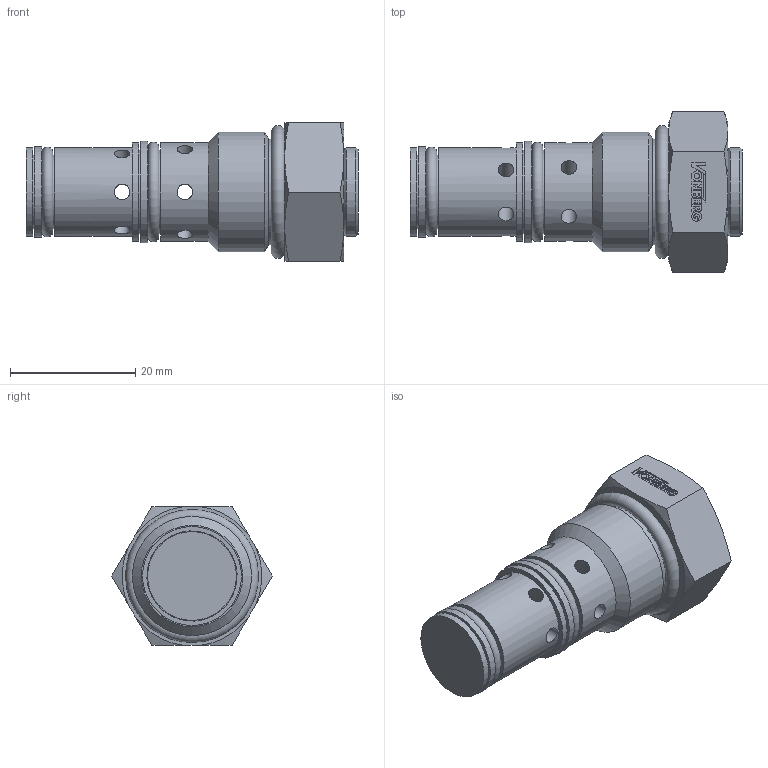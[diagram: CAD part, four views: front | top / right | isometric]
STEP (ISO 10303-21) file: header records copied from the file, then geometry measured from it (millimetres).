
FILE_DESCRIPTION((''),'2;1');
FILE_NAME('1708.stp','2015-01-05T11:57:03',('jml'),(''),'Autodesk Inventor 2010','Autodesk Inventor 2010','');
FILE_SCHEMA(('AUTOMOTIVE_DESIGN { 1 0 10303 214 1 1 1 1 }'));
Length unit declared in the file: inch
Products named in the file (8): 1708; 220869; 013 O-RING; 014 O-RING; 908 O-RING; 013 BACKUP; 014 BACKUP; 990159
Assembly tree (7 placements, depth 2):
  1708
    220869
    013 O-RING
    014 O-RING
    908 O-RING
    013 BACKUP
    014 BACKUP
    990159
Bounding box: 53.09 x 25.66 x 22.23 mm (x, y, z)
Volume: 12082.7 mm3; surface area: 7064.5 mm2
Topology: 7 solids, 7 shells, 184 faces, 462 edges, 298 vertices
Faces by surface type: plane 111, cylinder 45, cone 23, torus 5
Full cylindrical faces by diameter (mm): 0.87 x1, 2.489 x12, 4.775 x1, 9.296 x2, 9.728 x1, 11.1 x1, 11.43 x1, 11.735 x1, 13.208 x1, 13.335 x1, 14.224 x3, 14.427 x1, 15.824 x2, 16.205 x1, 16.815 x1, 19.05 x1
Entity records: 5837 total; most frequent: CARTESIAN_POINT 1345, DIRECTION 859, ORIENTED_EDGE 796, EDGE_CURVE 398, AXIS2_PLACEMENT_3D 310, VERTEX_POINT 280, EDGE_LOOP 266, VECTOR 239
